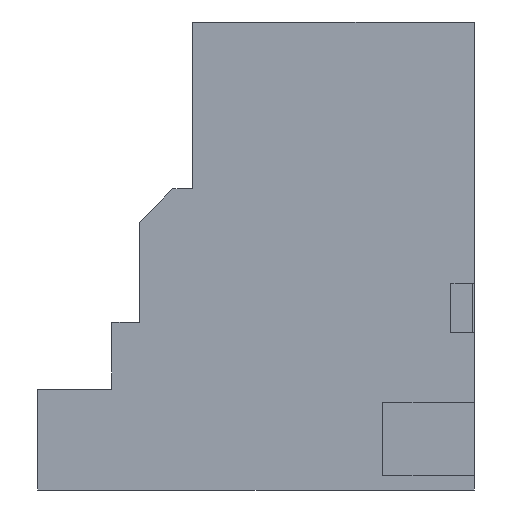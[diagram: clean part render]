
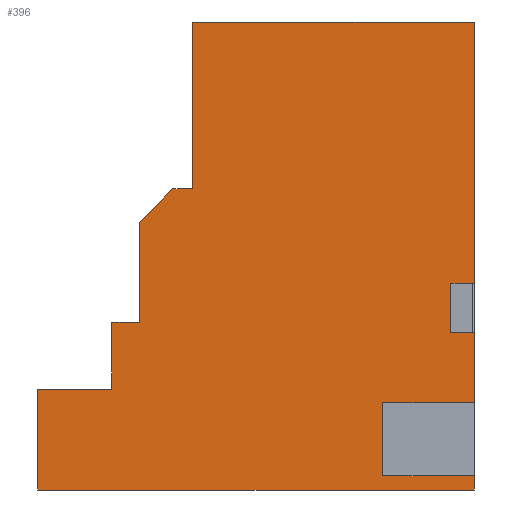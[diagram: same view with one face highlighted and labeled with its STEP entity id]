
A CAD part, left-side view. The second image highlights one B-rep face of the part: STEP entity #396.
In plain terms, the highlighted planar face has unit normal (-1, 0, 0).
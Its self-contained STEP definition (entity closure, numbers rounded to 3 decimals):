
#396=ADVANCED_FACE('',(#1049),#1050,.T.);
#504=VERTEX_POINT('',#1184);
#508=VERTEX_POINT('',#1188);
#510=EDGE_CURVE('',#504,#508,#1190,.T.);
#520=VERTEX_POINT('',#1200);
#524=VERTEX_POINT('',#1204);
#526=EDGE_CURVE('',#520,#524,#1206,.T.);
#536=VERTEX_POINT('',#1216);
#540=VERTEX_POINT('',#1220);
#542=EDGE_CURVE('',#536,#540,#1222,.T.);
#554=VERTEX_POINT('',#1234);
#556=EDGE_CURVE('',#554,#524,#1236,.T.);
#564=VERTEX_POINT('',#1244);
#566=EDGE_CURVE('',#564,#554,#1246,.T.);
#572=EDGE_CURVE('',#536,#564,#1252,.T.);
#574=VERTEX_POINT('',#1254);
#576=EDGE_CURVE('',#520,#574,#1256,.T.);
#578=VERTEX_POINT('',#1258);
#580=EDGE_CURVE('',#574,#578,#1260,.T.);
#582=EDGE_CURVE('',#578,#508,#1262,.T.);
#584=VERTEX_POINT('',#1264);
#586=EDGE_CURVE('',#584,#504,#1266,.T.);
#588=VERTEX_POINT('',#1268);
#590=EDGE_CURVE('',#588,#584,#1270,.T.);
#592=VERTEX_POINT('',#1272);
#594=EDGE_CURVE('',#592,#588,#1274,.T.);
#596=VERTEX_POINT('',#1276);
#598=EDGE_CURVE('',#596,#592,#1278,.T.);
#600=VERTEX_POINT('',#1280);
#602=EDGE_CURVE('',#600,#596,#1282,.T.);
#604=VERTEX_POINT('',#1284);
#606=EDGE_CURVE('',#604,#600,#1286,.T.);
#608=VERTEX_POINT('',#1288);
#610=EDGE_CURVE('',#608,#604,#1290,.T.);
#612=VERTEX_POINT('',#1292);
#614=EDGE_CURVE('',#612,#608,#1294,.T.);
#616=VERTEX_POINT('',#1296);
#618=EDGE_CURVE('',#616,#612,#1298,.T.);
#620=EDGE_CURVE('',#540,#616,#1300,.T.);
#1049=FACE_OUTER_BOUND('',#1723,.T.);
#1050=PLANE('',#1724);
#1184=CARTESIAN_POINT('',(3.85,0.0,70.1));
#1188=CARTESIAN_POINT('',(3.85,0.0,31.0));
#1190=LINE('',#1897,#1898);
#1200=CARTESIAN_POINT('',(3.85,0.0,23.6));
#1204=CARTESIAN_POINT('',(3.85,0.0,13.1));
#1206=LINE('',#1921,#1922);
#1216=CARTESIAN_POINT('',(3.85,0.0,2.1));
#1220=CARTESIAN_POINT('',(3.85,0.0,0.0));
#1222=LINE('',#1945,#1946);
#1234=CARTESIAN_POINT('',(3.85,13.7,13.1));
#1236=LINE('',#1967,#1968);
#1244=CARTESIAN_POINT('',(3.85,13.7,2.1));
#1246=LINE('',#1983,#1984);
#1252=LINE('',#1995,#1996);
#1254=CARTESIAN_POINT('',(3.85,1.4,23.6));
#1256=LINE('',#2001,#2002);
#1258=CARTESIAN_POINT('',(3.85,1.4,31.0));
#1260=LINE('',#2007,#2008);
#1262=LINE('',#2011,#2012);
#1264=CARTESIAN_POINT('',(3.85,42.2,70.1));
#1266=LINE('',#2017,#2018);
#1268=CARTESIAN_POINT('',(3.85,42.2,45.1));
#1270=LINE('',#2023,#2024);
#1272=CARTESIAN_POINT('',(3.85,45.15,45.1));
#1274=LINE('',#2029,#2030);
#1276=CARTESIAN_POINT('',(3.85,50.15,40.1));
#1278=LINE('',#2035,#2036);
#1280=CARTESIAN_POINT('',(3.85,50.15,25.1));
#1282=LINE('',#2041,#2042);
#1284=CARTESIAN_POINT('',(3.85,54.3,25.1));
#1286=LINE('',#2047,#2048);
#1288=CARTESIAN_POINT('',(3.85,54.3,15.1));
#1290=LINE('',#2053,#2054);
#1292=CARTESIAN_POINT('',(3.85,65.4,15.1));
#1294=LINE('',#2059,#2060);
#1296=CARTESIAN_POINT('',(3.85,65.4,0.0));
#1298=LINE('',#2065,#2066);
#1300=LINE('',#2069,#2070);
#1723=EDGE_LOOP('',(#2735,#2736,#2737,#2738,#2739,#2740,#2741,#2742,#2743,#2744,#2745,#2746,#2747,#2748,#2749,#2750,#2751,#2752,#2753));
#1724=AXIS2_PLACEMENT_3D('',#2754,#2755,#2756);
#1897=CARTESIAN_POINT('',(3.85,0.0,70.1));
#1898=VECTOR('',#3009,1.0);
#1921=CARTESIAN_POINT('',(3.85,0.0,70.1));
#1922=VECTOR('',#3013,1.0);
#1945=CARTESIAN_POINT('',(3.85,0.0,70.1));
#1946=VECTOR('',#3017,1.0);
#1967=CARTESIAN_POINT('',(3.85,14.387,13.1));
#1968=VECTOR('',#3021,1.0);
#1983=CARTESIAN_POINT('',(3.85,13.7,22.153));
#1984=VECTOR('',#3024,1.0);
#1995=CARTESIAN_POINT('',(3.85,21.237,2.1));
#1996=VECTOR('',#3027,1.0);
#2001=CARTESIAN_POINT('',(3.85,15.105,23.6));
#2002=VECTOR('',#3028,1.0);
#2007=CARTESIAN_POINT('',(3.85,1.4,27.403));
#2008=VECTOR('',#3029,1.0);
#2011=CARTESIAN_POINT('',(3.85,15.105,31.0));
#2012=VECTOR('',#3030,1.0);
#2017=CARTESIAN_POINT('',(3.85,42.2,70.1));
#2018=VECTOR('',#3031,1.0);
#2023=CARTESIAN_POINT('',(3.85,42.2,45.1));
#2024=VECTOR('',#3032,1.0);
#2029=CARTESIAN_POINT('',(3.85,45.15,45.1));
#2030=VECTOR('',#3033,1.0);
#2035=CARTESIAN_POINT('',(3.85,50.15,40.1));
#2036=VECTOR('',#3034,1.0);
#2041=CARTESIAN_POINT('',(3.85,50.15,25.1));
#2042=VECTOR('',#3035,1.0);
#2047=CARTESIAN_POINT('',(3.85,54.3,25.1));
#2048=VECTOR('',#3036,1.0);
#2053=CARTESIAN_POINT('',(3.85,54.3,15.1));
#2054=VECTOR('',#3037,1.0);
#2059=CARTESIAN_POINT('',(3.85,65.4,15.1));
#2060=VECTOR('',#3038,1.0);
#2065=CARTESIAN_POINT('',(3.85,65.4,0.0));
#2066=VECTOR('',#3039,1.0);
#2069=CARTESIAN_POINT('',(3.85,0.0,0.0));
#2070=VECTOR('',#3040,1.0);
#2735=ORIENTED_EDGE('',*,*,#572,.T.);
#2736=ORIENTED_EDGE('',*,*,#566,.T.);
#2737=ORIENTED_EDGE('',*,*,#556,.T.);
#2738=ORIENTED_EDGE('',*,*,#526,.F.);
#2739=ORIENTED_EDGE('',*,*,#576,.T.);
#2740=ORIENTED_EDGE('',*,*,#580,.T.);
#2741=ORIENTED_EDGE('',*,*,#582,.T.);
#2742=ORIENTED_EDGE('',*,*,#510,.F.);
#2743=ORIENTED_EDGE('',*,*,#586,.F.);
#2744=ORIENTED_EDGE('',*,*,#590,.F.);
#2745=ORIENTED_EDGE('',*,*,#594,.F.);
#2746=ORIENTED_EDGE('',*,*,#598,.F.);
#2747=ORIENTED_EDGE('',*,*,#602,.F.);
#2748=ORIENTED_EDGE('',*,*,#606,.F.);
#2749=ORIENTED_EDGE('',*,*,#610,.F.);
#2750=ORIENTED_EDGE('',*,*,#614,.F.);
#2751=ORIENTED_EDGE('',*,*,#618,.F.);
#2752=ORIENTED_EDGE('',*,*,#620,.F.);
#2753=ORIENTED_EDGE('',*,*,#542,.F.);
#2754=CARTESIAN_POINT('',(3.85,28.775,31.205));
#2755=DIRECTION('',(-1.0,0.0,0.0));
#2756=DIRECTION('',(0.0,1.0,0.0));
#3009=DIRECTION('',(0.0,0.0,-1.0));
#3013=DIRECTION('',(0.0,0.0,-1.0));
#3017=DIRECTION('',(0.0,0.0,-1.0));
#3021=DIRECTION('',(0.0,-1.0,0.0));
#3024=DIRECTION('',(0.0,0.0,1.0));
#3027=DIRECTION('',(0.0,1.0,0.0));
#3028=DIRECTION('',(0.0,1.0,0.0));
#3029=DIRECTION('',(0.0,0.0,1.0));
#3030=DIRECTION('',(0.0,-1.0,0.0));
#3031=DIRECTION('',(0.0,-1.0,0.0));
#3032=DIRECTION('',(0.0,0.0,1.0));
#3033=DIRECTION('',(0.0,-1.0,0.0));
#3034=DIRECTION('',(0.0,-0.707,0.707));
#3035=DIRECTION('',(0.0,0.0,1.0));
#3036=DIRECTION('',(0.0,-1.0,0.0));
#3037=DIRECTION('',(0.0,0.0,1.0));
#3038=DIRECTION('',(0.0,-1.0,0.0));
#3039=DIRECTION('',(0.0,0.0,1.0));
#3040=DIRECTION('',(0.0,1.0,0.0));
